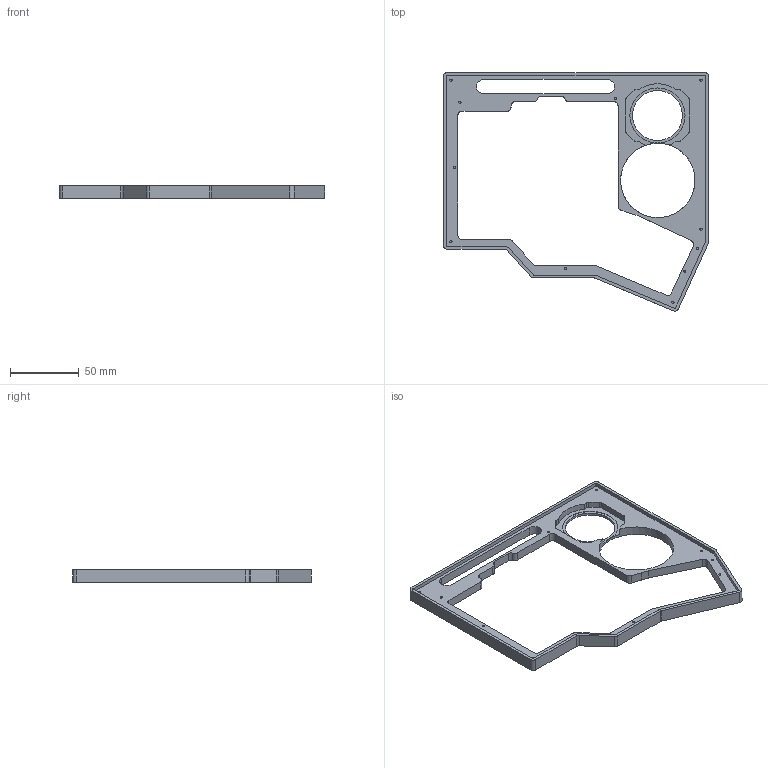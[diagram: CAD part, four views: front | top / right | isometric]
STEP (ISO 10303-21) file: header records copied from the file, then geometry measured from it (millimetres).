
FILE_DESCRIPTION(/* description */ (''),/* implementation_level */ '2;1');
FILE_NAME(/* name */ 'Top_Case_RIght_Final.step',/* time_stamp */ '2023-03-27T21:58:28+08:00',/* author */ (''),/* organization */ (''),/* preprocessor_version */ 'ST-DEVELOPER v19.2',/* originating_system */ 'Autodesk Translation Framework v11.17.0.187',/* authorisation */ '');
FILE_SCHEMA (('AUTOMOTIVE_DESIGN { 1 0 10303 214 3 1 1 }'));
Length unit declared in the file: millimetre
Products named in the file (1): Top_Case(Mirror) (1)
Bounding box: 192.25 x 172.83 x 9.3 mm (x, y, z)
Volume: 57672.5 mm3; surface area: 32874.7 mm2
Topology: 1 solids, 1 shells, 117 faces, 306 edges, 204 vertices
Faces by surface type: plane 59, cylinder 58
Full cylindrical faces by diameter (mm): 1.623 x11, 36.083 x1, 40 x1, 54 x1
Entity records: 3687 total; most frequent: DIRECTION 660, CARTESIAN_POINT 628, ORIENTED_EDGE 612, EDGE_CURVE 306, AXIS2_PLACEMENT_3D 236, VERTEX_POINT 204, LINE 188, VECTOR 188
